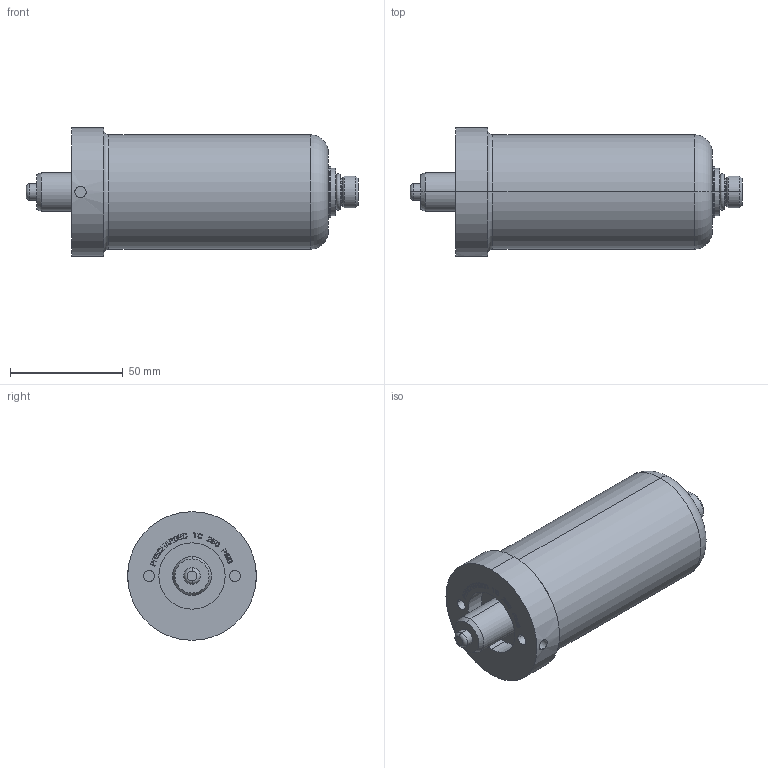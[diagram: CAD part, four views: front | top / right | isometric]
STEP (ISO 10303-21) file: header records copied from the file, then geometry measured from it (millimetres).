
FILE_DESCRIPTION((''),'2;1');
FILE_NAME('ILC10101603','2016-12-08T',('maj'),(''),'PRO/ENGINEER BY PARAMETRIC TECHNOLOGY CORPORATION, 2013320','PRO/ENGINEER BY PARAMETRIC TECHNOLOGY CORPORATION, 2013320','');
FILE_SCHEMA(('AUTOMOTIVE_DESIGN { 1 0 10303 214 1 1 1 1 }'));
Length unit declared in the file: inch
Products named in the file (1): ILC10101603
Bounding box: 147.5 x 57.15 x 57.15 mm (x, y, z)
Volume: 239184.1 mm3; surface area: 26280.5 mm2
Topology: 1 solids, 1 shells, 614 faces, 1699 edges, 1126 vertices
Faces by surface type: plane 570, cylinder 26, torus 12, cone 6
Entity records: 19394 total; most frequent: CARTESIAN_POINT 3561, ORIENTED_EDGE 3398, DIRECTION 2999, EDGE_CURVE 1699, VECTOR 1619, LINE 1619, VERTEX_POINT 1126, AXIS2_PLACEMENT_3D 690
